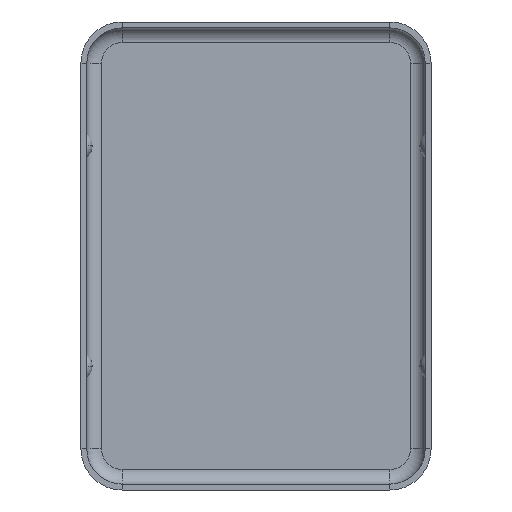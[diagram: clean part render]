
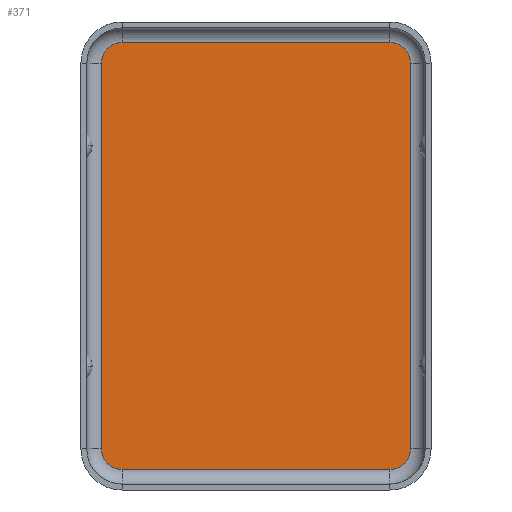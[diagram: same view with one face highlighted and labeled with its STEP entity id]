
A CAD part, front view. The second image highlights one B-rep face of the part: STEP entity #371.
In plain terms, the highlighted planar face has unit normal (0, -1, 0).
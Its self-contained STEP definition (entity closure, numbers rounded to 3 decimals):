
#7 = ORIENTED_EDGE ( 'NONE', *, *, #47, .F. ) ;
#16 = AXIS2_PLACEMENT_3D ( 'NONE', #593, #1331, #463 ) ;
#17 = CARTESIAN_POINT ( 'NONE',  ( 5.25, -0.2, 6.55 ) ) ;
#19 = EDGE_CURVE ( 'NONE', #526, #566, #1244, .T. ) ;
#44 = CARTESIAN_POINT ( 'NONE',  ( 4.55, -0.2, -7.25 ) ) ;
#47 = EDGE_CURVE ( 'NONE', #178, #724, #169, .T. ) ;
#54 = FACE_OUTER_BOUND ( 'NONE', #1488, .T. ) ;
#81 = CARTESIAN_POINT ( 'NONE',  ( -4.55, -0.2, -6.55 ) ) ;
#84 = DIRECTION ( 'NONE',  ( 0., -1., 0. ) ) ;
#115 = LINE ( 'NONE', #263, #608 ) ;
#134 = DIRECTION ( 'NONE',  ( 0., 1., 0. ) ) ;
#144 = CARTESIAN_POINT ( 'NONE',  ( -4.55, -0.2, -7.25 ) ) ;
#146 = ORIENTED_EDGE ( 'NONE', *, *, #19, .F. ) ;
#169 = LINE ( 'NONE', #44, #1144 ) ;
#175 = CIRCLE ( 'NONE', #1032, 0.7 ) ;
#178 = VERTEX_POINT ( 'NONE', #677 ) ;
#198 = VERTEX_POINT ( 'NONE', #1437 ) ;
#218 = CARTESIAN_POINT ( 'NONE',  ( -5.25, -0.2, -6.55 ) ) ;
#219 = ORIENTED_EDGE ( 'NONE', *, *, #752, .T. ) ;
#263 = CARTESIAN_POINT ( 'NONE',  ( 4.55, -0.2, 7.25 ) ) ;
#316 = PLANE ( 'NONE',  #1399 ) ;
#328 = DIRECTION ( 'NONE',  ( 0., -1., 0. ) ) ;
#359 = CARTESIAN_POINT ( 'NONE',  ( -5.25, -0.2, 6.55 ) ) ;
#364 = EDGE_CURVE ( 'NONE', #738, #697, #786, .T. ) ;
#371 = ADVANCED_FACE ( 'NONE', ( #54 ), #316, .F. ) ;
#433 = DIRECTION ( 'NONE',  ( 0., 0., 1. ) ) ;
#450 = DIRECTION ( 'NONE',  ( 0., 0., 1. ) ) ;
#461 = CIRCLE ( 'NONE', #1276, 0.7 ) ;
#463 = DIRECTION ( 'NONE',  ( 0., 0., 1. ) ) ;
#464 = CARTESIAN_POINT ( 'NONE',  ( 4.55, -0.2, 6.55 ) ) ;
#520 = LINE ( 'NONE', #691, #955 ) ;
#526 = VERTEX_POINT ( 'NONE', #359 ) ;
#549 = CARTESIAN_POINT ( 'NONE',  ( 4.55, -0.2, -6.55 ) ) ;
#554 = ORIENTED_EDGE ( 'NONE', *, *, #1516, .F. ) ;
#566 = VERTEX_POINT ( 'NONE', #1235 ) ;
#593 = CARTESIAN_POINT ( 'NONE',  ( 4.55, -0.2, -6.55 ) ) ;
#608 = VECTOR ( 'NONE', #1225, 1000. ) ;
#625 = DIRECTION ( 'NONE',  ( 0., 0., -1. ) ) ;
#667 = CARTESIAN_POINT ( 'NONE',  ( 5.25, -0.2, 0. ) ) ;
#677 = CARTESIAN_POINT ( 'NONE',  ( 4.55, -0.2, -7.25 ) ) ;
#682 = ORIENTED_EDGE ( 'NONE', *, *, #1302, .T. ) ;
#691 = CARTESIAN_POINT ( 'NONE',  ( -5.25, -0.2, 0. ) ) ;
#697 = VERTEX_POINT ( 'NONE', #1062 ) ;
#723 = CIRCLE ( 'NONE', #16, 0.7 ) ;
#724 = VERTEX_POINT ( 'NONE', #144 ) ;
#738 = VERTEX_POINT ( 'NONE', #17 ) ;
#752 = EDGE_CURVE ( 'NONE', #526, #850, #520, .T. ) ;
#754 = CARTESIAN_POINT ( 'NONE',  ( -4.55, -0.2, 6.55 ) ) ;
#766 = DIRECTION ( 'NONE',  ( -1., 0., 0. ) ) ;
#786 = LINE ( 'NONE', #667, #1272 ) ;
#798 = ORIENTED_EDGE ( 'NONE', *, *, #977, .T. ) ;
#850 = VERTEX_POINT ( 'NONE', #218 ) ;
#893 = EDGE_CURVE ( 'NONE', #738, #198, #175, .T. ) ;
#955 = VECTOR ( 'NONE', #1193, 1000. ) ;
#977 = EDGE_CURVE ( 'NONE', #198, #566, #115, .T. ) ;
#1032 = AXIS2_PLACEMENT_3D ( 'NONE', #464, #84, #1209 ) ;
#1059 = AXIS2_PLACEMENT_3D ( 'NONE', #754, #134, #625 ) ;
#1062 = CARTESIAN_POINT ( 'NONE',  ( 5.25, -0.2, -6.55 ) ) ;
#1144 = VECTOR ( 'NONE', #766, 1000. ) ;
#1193 = DIRECTION ( 'NONE',  ( 0., 0., -1. ) ) ;
#1206 = ORIENTED_EDGE ( 'NONE', *, *, #364, .F. ) ;
#1209 = DIRECTION ( 'NONE',  ( 0., 0., -1. ) ) ;
#1225 = DIRECTION ( 'NONE',  ( -1., 0., 0. ) ) ;
#1235 = CARTESIAN_POINT ( 'NONE',  ( -4.55, -0.2, 7.25 ) ) ;
#1244 = CIRCLE ( 'NONE', #1059, 0.7 ) ;
#1272 = VECTOR ( 'NONE', #1441, 1000. ) ;
#1276 = AXIS2_PLACEMENT_3D ( 'NONE', #81, #328, #433 ) ;
#1302 = EDGE_CURVE ( 'NONE', #850, #724, #461, .T. ) ;
#1331 = DIRECTION ( 'NONE',  ( 0., 1., 0. ) ) ;
#1385 = ORIENTED_EDGE ( 'NONE', *, *, #893, .T. ) ;
#1399 = AXIS2_PLACEMENT_3D ( 'NONE', #549, #1594, #450 ) ;
#1437 = CARTESIAN_POINT ( 'NONE',  ( 4.55, -0.2, 7.25 ) ) ;
#1441 = DIRECTION ( 'NONE',  ( 0., 0., -1. ) ) ;
#1488 = EDGE_LOOP ( 'NONE', ( #798, #146, #219, #682, #7, #554, #1206, #1385 ) ) ;
#1516 = EDGE_CURVE ( 'NONE', #697, #178, #723, .T. ) ;
#1594 = DIRECTION ( 'NONE',  ( 0., 1., 0. ) ) ;
